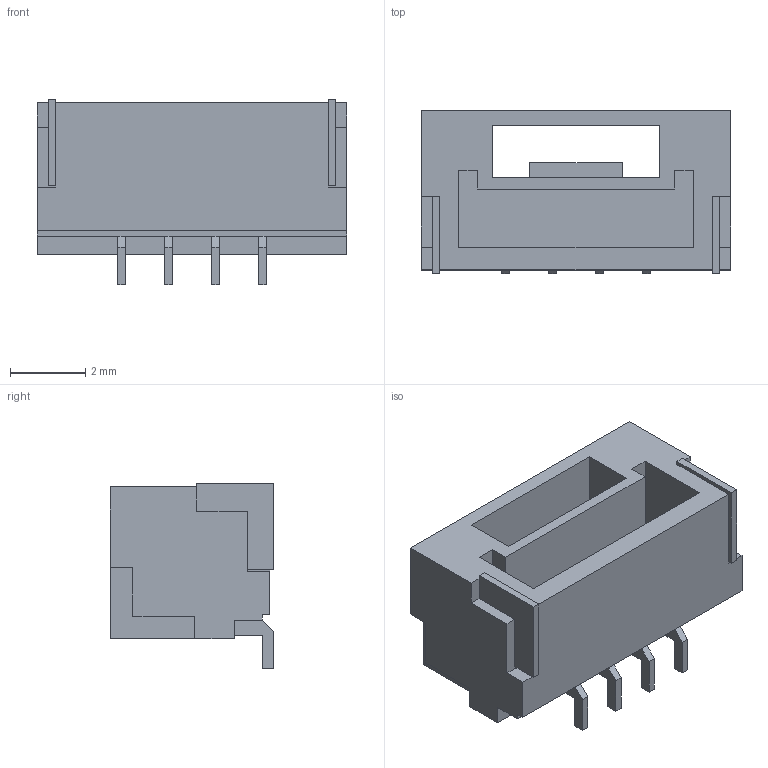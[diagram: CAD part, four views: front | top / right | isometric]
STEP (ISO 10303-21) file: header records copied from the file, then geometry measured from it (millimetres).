
FILE_DESCRIPTION (( 'STEP AP214' ), '1' );
FILE_NAME ('SM04B-GHS-TB.STEP', '2018-06-28T18:59:43', ( '' ), ( '' ), 'SwSTEP 2.0', 'SolidWorks 2016', '' );
FILE_SCHEMA (( 'AUTOMOTIVE_DESIGN' ));
Length unit declared in the file: millimetre
Products named in the file (1): SM04B-GHS-TB
Bounding box: 8.25 x 4.35 x 4.95 mm (x, y, z)
Volume: 84.3 mm3; surface area: 263.1 mm2
Topology: 1 solids, 1 shells, 92 faces, 252 edges, 164 vertices
Faces by surface type: plane 92
Entity records: 3791 total; most frequent: CARTESIAN_POINT 509, ORIENTED_EDGE 504, DIRECTION 438, VECTOR 252, EDGE_CURVE 252, LINE 252, VERTEX_POINT 164, EDGE_LOOP 96
